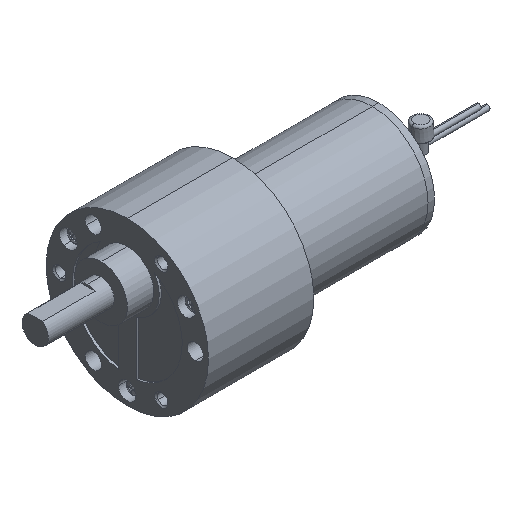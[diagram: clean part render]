
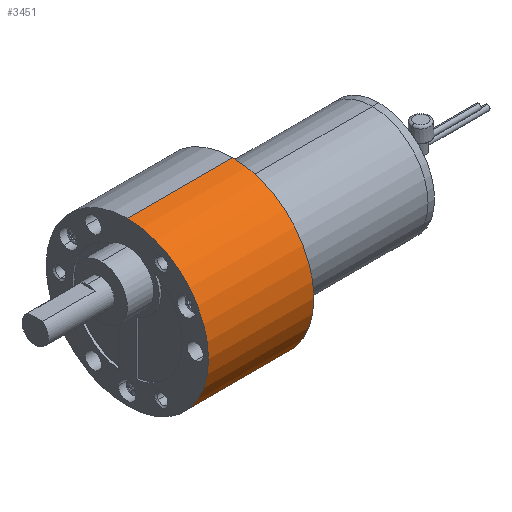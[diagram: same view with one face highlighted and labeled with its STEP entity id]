
A CAD part, isometric view. The second image highlights one B-rep face of the part: STEP entity #3451.
In plain terms, the highlighted cylindrical face has radius 18.5 mm (diameter 37 mm), a partial arc.
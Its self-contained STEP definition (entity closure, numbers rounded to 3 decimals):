
#3349=CARTESIAN_POINT('POINT4008',(0.,0.,
   -25.5));
#3350=VERTEX_POINT('VERTEX4008',#3349);
#3351=CARTESIAN_POINT('POINT4009',(0.,
   0.,11.5));
#3352=VERTEX_POINT('VERTEX4009',#3351);
#3353=CARTESIAN_POINT('POS5786',(0.,0.,-7.));
#3354=DIRECTION('DIR9077',(-1.,0.,0.));
#3355=DIRECTION('DIR9078',(0.,0.,-1.));
#3356=AXIS2_PLACEMENT_3D('AXIS3292',#3353,#3354,#3355);
#3357=CIRCLE('ELLIPSE1591',#3356,18.5);
#3358=EDGE_CURVE('EDGE6419',#3350,#3352,#3357,.T.);
#3420=CARTESIAN_POINT('POINT4010',(24.,0.,-25.5));
#3421=VERTEX_POINT('VERTEX4010',#3420);
#3422=CARTESIAN_POINT('POS5788',(0.25,
   0.,-25.5));
#3423=DIRECTION('DIR9081',(1.,0.,0.));
#3424=VECTOR('VEC2495',#3423,1.);
#3425=LINE('STRAIGHT2495',#3422,#3424);
#3426=EDGE_CURVE('EDGE6421',#3350,#3421,#3425,.T.);
#3427=ORIENTED_EDGE('COEDGE12839',*,*,#3426,.T.);
#3428=CARTESIAN_POINT('POINT4011',(24.,0.,
   11.5));
#3429=VERTEX_POINT('VERTEX4011',#3428);
#3430=CARTESIAN_POINT('POS5789',(24.,0.,-7.));
#3431=DIRECTION('DIR9082',(1.,0.,0.));
#3432=DIRECTION('DIR9083',(0.,0.,-1.));
#3433=AXIS2_PLACEMENT_3D('AXIS3294',#3430,#3431,#3432);
#3434=CIRCLE('ELLIPSE1592',#3433,18.5);
#3435=EDGE_CURVE('EDGE6422',#3429,#3421,#3434,.T.);
#3436=ORIENTED_EDGE('COEDGE12840',*,*,#3435,.F.);
#3437=CARTESIAN_POINT('POS5790',(0.25,
   0.,11.5));
#3438=DIRECTION('DIR9084',(-1.,0.,0.));
#3439=VECTOR('VEC2496',#3438,1.);
#3440=LINE('STRAIGHT2496',#3437,#3439);
#3441=EDGE_CURVE('EDGE6423',#3429,#3352,#3440,.T.);
#3442=ORIENTED_EDGE('COEDGE12841',*,*,#3441,.T.);
#3443=ORIENTED_EDGE('COEDGE12842',*,*,#3358,.F.);
#3444=EDGE_LOOP('NONE',(#3427,#3436,#3442,#3443));
#3445=FACE_BOUND('LOOP1',#3444,.T.);
#3446=CARTESIAN_POINT('POS5791',(0.25,0.,-7.));
#3447=DIRECTION('DIR9085',(1.,0.,0.));
#3448=DIRECTION('DIR9086',(0.,0.,-1.));
#3449=AXIS2_PLACEMENT_3D('AXIS3295',#3446,#3447,#3448);
#3450=CYLINDRICAL_SURFACE('CONE_SURF683',#3449,18.5);
#3451=ADVANCED_FACE('FACE2897',(#3445),#3450,.T.);
